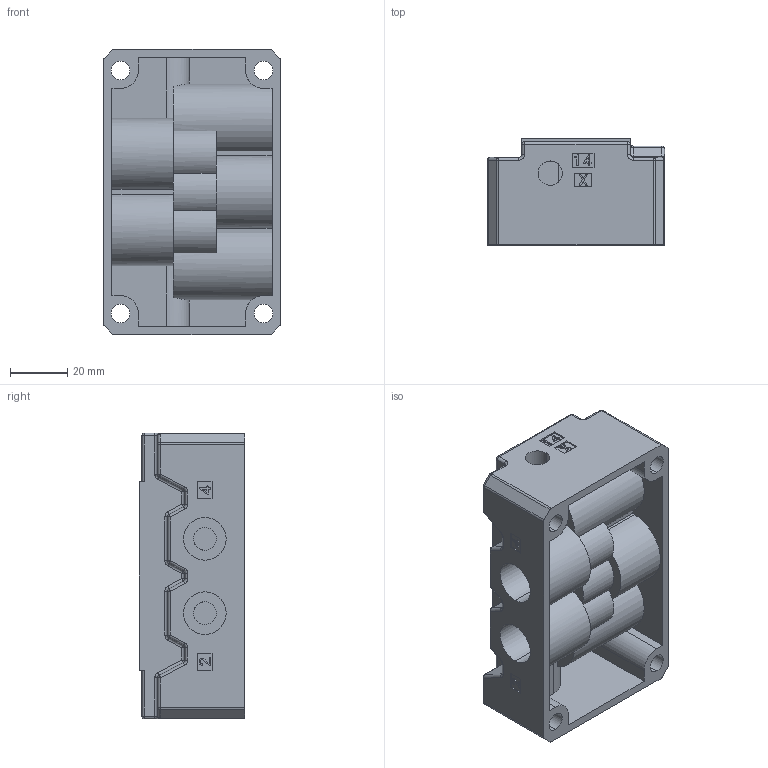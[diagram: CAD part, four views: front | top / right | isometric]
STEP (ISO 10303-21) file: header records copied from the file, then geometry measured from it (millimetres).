
FILE_DESCRIPTION (( 'STEP AP203' ), '1' );
FILE_NAME ('SIB42-S.STEP', '2020-04-13T05:49:17', ( 'user' ), ( '' ), 'SwSTEP 2.0', 'SolidWorks 2008', '' );
FILE_SCHEMA (( 'CONFIG_CONTROL_DESIGN' ));
Length unit declared in the file: millimetre
Products named in the file (1): SIB42-S
Bounding box: 62 x 37 x 100 mm (x, y, z)
Volume: 118832.7 mm3; surface area: 45157.8 mm2
Topology: 1 solids, 1 shells, 948 faces, 2555 edges, 1630 vertices
Faces by surface type: plane 527, bspline 185, cylinder 180, sphere 32, torus 24
Entity records: 32669 total; most frequent: CARTESIAN_POINT 9988, ORIENTED_EDGE 5046, DIRECTION 4051, EDGE_CURVE 2523, VECTOR 1723, LINE 1723, VERTEX_POINT 1630, AXIS2_PLACEMENT_3D 1164
